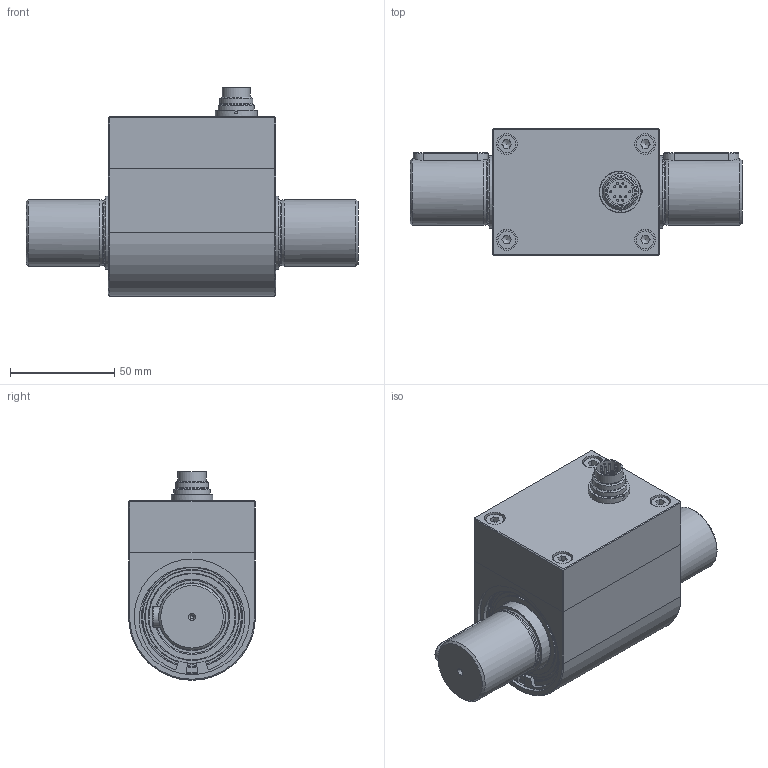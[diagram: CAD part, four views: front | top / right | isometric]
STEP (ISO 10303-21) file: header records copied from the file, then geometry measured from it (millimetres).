
FILE_DESCRIPTION( ( 'Unknown' ), '1' );
FILE_NAME( '2362-Z02_DOC-00083833.stp', 'Unknown', ( 'Unknown' ), ( 'Unknown' ), 'PSStep 17.0.49', 'Unknown', ' ' );
FILE_SCHEMA( ( 'AUTOMOTIVE_DESIGN { 1 0 10303 214 1 1 1 1 }' ) );
Length unit declared in the file: millimetre
Products named in the file (27): 2362-B02_DOC-00072840; 2362-002_DOC-00072828; ina-35x55x10-61907 2z; Sicherungsring DIN 472-55x2-T1; Sicherungsring DIN 472-55x2-T1-oa0; 2362-B04_DOC-00083830; INA-35x55x10-61907 2Z; 2362-004_DOC-00083828; paßfeder a10x8x36 din 6885; paßfeder a10x8x36 din 6885-oa4; 2362-B03_DOC-00072867; 2362-003_DOC-00072856; zylinderschraube din 912-m5x25; zylinderschraube din 912-m5x25-oa1; zylinderschraube din 912-m5x25-oa2; zylinderschraube din 912-m5x25-oa3; Assem1; flanschstecker 12-polig serie 723; mutter_09-0323-89-06_DOC-00067592
Assembly tree (26 placements, depth 3):
  Assem1
    flanschstecker 12-polig serie 723
    mutter_09-0323-89-06_DOC-00067592
    2362-B02_DOC-00072840
      2362-002_DOC-00072828
      ina-35x55x10-61907 2z
      ina-35x55x10-61907 2z
      ina-35x55x10-61907 2z
      ina-35x55x10-61907 2z
      ina-35x55x10-61907 2z
      Sicherungsring DIN 472-55x2-T1
      Sicherungsring DIN 472-55x2-T1-oa0
    2362-B03_DOC-00072867
      2362-003_DOC-00072856
      zylinderschraube din 912-m5x25
      zylinderschraube din 912-m5x25-oa1
      zylinderschraube din 912-m5x25-oa2
      zylinderschraube din 912-m5x25-oa3
    2362-B04_DOC-00083830
      INA-35x55x10-61907 2Z
      INA-35x55x10-61907 2Z
      INA-35x55x10-61907 2Z
      INA-35x55x10-61907 2Z
      INA-35x55x10-61907 2Z
      2362-004_DOC-00083828
      paßfeder a10x8x36 din 6885
      paßfeder a10x8x36 din 6885-oa4
Bounding box: 159.5 x 61 x 100.2 mm (x, y, z)
Volume: 373042.3 mm3; surface area: 113300.8 mm2
Topology: 23 solids, 25 shells, 388 faces, 777 edges, 507 vertices
Faces by surface type: plane 191, cylinder 137, cone 34, torus 26
Full cylindrical faces by diameter (mm): 1 x24, 1.6 x2, 3.242 x4, 4.019 x4, 5 x8, 5.5 x4, 8.5 x4, 10 x4, 12 x1, 13.5 x1, 15 x1, 15.875 x1, 17.188 x1, 17.462 x1, 17.8 x1, 20 x2, 32 x2, 35 x4, 39 x1, 41.4 x4, 41.6 x4, 42 x4, 47.4 x4, 48.38 x4, 48.58 x4, 48.6 x4, 50 x1, 52 x1, 55 x4, 55.5 x2
Entity records: 12774 total; most frequent: CARTESIAN_POINT 1808, DIRECTION 1680, ORIENTED_EDGE 1128, AXIS2_PLACEMENT_3D 742, EDGE_LOOP 640, EDGE_CURVE 564, FACE_OUTER_BOUND 506, VERTEX_POINT 462
